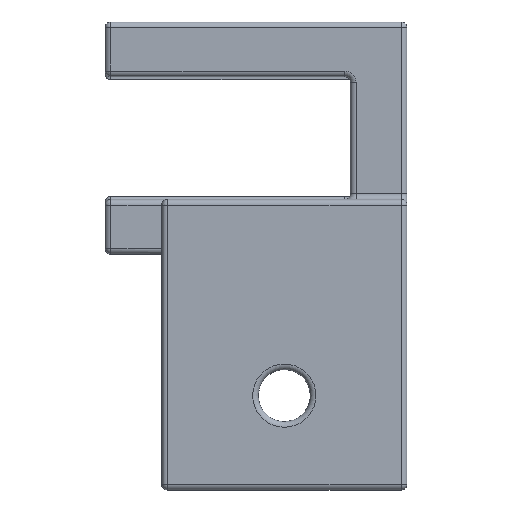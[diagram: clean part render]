
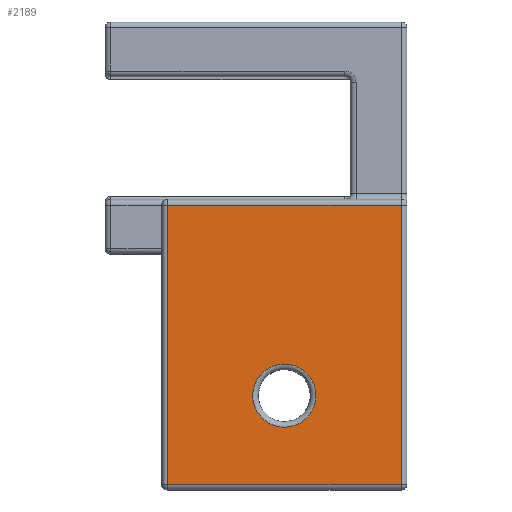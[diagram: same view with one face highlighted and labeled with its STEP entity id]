
A CAD part, front view. The second image highlights one B-rep face of the part: STEP entity #2189.
In plain terms, the highlighted planar face has unit normal (0, -1, 0).
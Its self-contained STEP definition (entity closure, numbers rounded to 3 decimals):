
#16=FACE_BOUND('',#369,.T.);
#60=PLANE('',#2471);
#223=FACE_OUTER_BOUND('',#368,.T.);
#368=EDGE_LOOP('',(#1853,#1854,#1855,#1856));
#369=EDGE_LOOP('',(#1857));
#520=LINE('',#4064,#677);
#523=LINE('',#4068,#680);
#529=LINE('',#4080,#686);
#533=LINE('',#4086,#690);
#677=VECTOR('',#3033,10.);
#680=VECTOR('',#3038,10.);
#686=VECTOR('',#3052,10.);
#690=VECTOR('',#3060,10.);
#849=CIRCLE('',#2472,3.35);
#909=VERTEX_POINT('',#3707);
#914=VERTEX_POINT('',#3717);
#931=VERTEX_POINT('',#3765);
#942=VERTEX_POINT('',#3793);
#1025=VERTEX_POINT('',#4147);
#1279=EDGE_CURVE('',#931,#942,#520,.T.);
#1282=EDGE_CURVE('',#942,#914,#523,.T.);
#1289=EDGE_CURVE('',#909,#931,#529,.T.);
#1293=EDGE_CURVE('',#914,#909,#533,.T.);
#1325=EDGE_CURVE('',#1025,#1025,#849,.T.);
#1853=ORIENTED_EDGE('',*,*,#1279,.F.);
#1854=ORIENTED_EDGE('',*,*,#1289,.F.);
#1855=ORIENTED_EDGE('',*,*,#1293,.F.);
#1856=ORIENTED_EDGE('',*,*,#1282,.F.);
#1857=ORIENTED_EDGE('',*,*,#1325,.F.);
#2189=ADVANCED_FACE('',(#223,#16),#60,.T.);
#2471=AXIS2_PLACEMENT_3D('',#4146,#3135,#3136);
#2472=AXIS2_PLACEMENT_3D('',#4148,#3137,#3138);
#3033=DIRECTION('',(1.,0.,0.));
#3038=DIRECTION('',(0.,0.,-1.));
#3052=DIRECTION('',(0.,0.,1.));
#3060=DIRECTION('',(-1.,0.,0.));
#3135=DIRECTION('center_axis',(0.,-1.,0.));
#3136=DIRECTION('ref_axis',(0.,0.,1.));
#3137=DIRECTION('center_axis',(0.,-1.,0.));
#3138=DIRECTION('ref_axis',(0.,0.,1.));
#3707=CARTESIAN_POINT('',(-9.4,-20.55,-36.7));
#3717=CARTESIAN_POINT('',(15.4,-20.55,-36.7));
#3765=CARTESIAN_POINT('',(-9.4,-20.55,-7.1));
#3793=CARTESIAN_POINT('',(15.4,-20.55,-7.1));
#4064=CARTESIAN_POINT('',(3.,-20.55,-7.1));
#4068=CARTESIAN_POINT('',(15.4,-20.55,-18.65));
#4080=CARTESIAN_POINT('',(-9.4,-20.55,-29.6));
#4086=CARTESIAN_POINT('',(16.,-20.55,-36.7));
#4146=CARTESIAN_POINT('Origin',(16.,-20.55,-37.3));
#4147=CARTESIAN_POINT('',(3.,-20.55,-30.65));
#4148=CARTESIAN_POINT('Origin',(3.,-20.55,-27.3));
